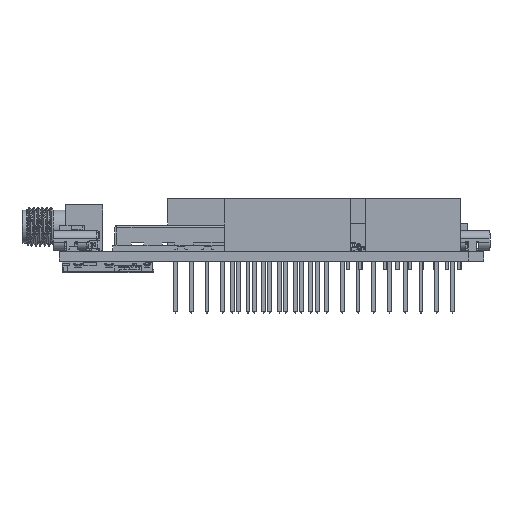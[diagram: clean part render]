
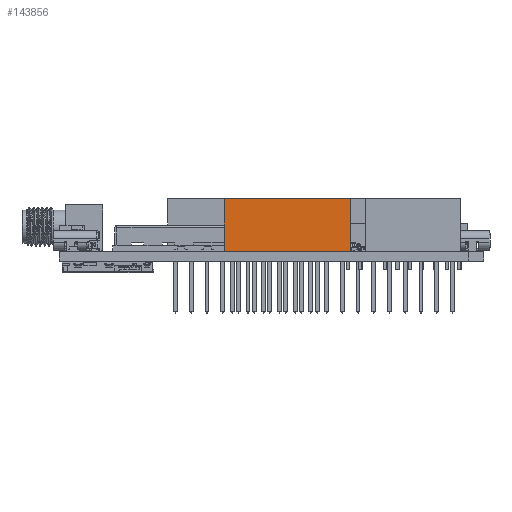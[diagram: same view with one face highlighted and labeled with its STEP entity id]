
A CAD part, front view. The second image highlights one B-rep face of the part: STEP entity #143856.
In plain terms, the highlighted face is planar.
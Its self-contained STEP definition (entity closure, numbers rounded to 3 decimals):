
#23464 = CARTESIAN_POINT ( 'NONE',  ( -1.27, 8.51, 1.205 ) ) ;
#30345 = VECTOR ( 'NONE', #216861, 1000. ) ;
#31343 = PLANE ( 'NONE',  #40769 ) ;
#39405 = CARTESIAN_POINT ( 'NONE',  ( -1.27, 0., 1.205 ) ) ;
#40769 = AXIS2_PLACEMENT_3D ( 'NONE', #91971, #205550, #130174 ) ;
#44444 = DIRECTION ( 'NONE',  ( 1., 0., 0. ) ) ;
#44991 = EDGE_CURVE ( 'NONE', #211033, #166553, #232448, .T. ) ;
#46595 = CARTESIAN_POINT ( 'NONE',  ( -1.27, 8.51, 1.205 ) ) ;
#61519 = CARTESIAN_POINT ( 'NONE',  ( 19.05, 8.51, 1.205 ) ) ;
#67273 = EDGE_CURVE ( 'NONE', #211033, #169041, #126565, .T. ) ;
#68539 = EDGE_LOOP ( 'NONE', ( #131405, #161727, #163774, #165066 ) ) ;
#68587 = LINE ( 'NONE', #103165, #30345 ) ;
#80103 = CARTESIAN_POINT ( 'NONE',  ( -1.27, 0., 1.205 ) ) ;
#88437 = VECTOR ( 'NONE', #180953, 1000. ) ;
#91971 = CARTESIAN_POINT ( 'NONE',  ( -1.27, 8.51, 1.205 ) ) ;
#97900 = VECTOR ( 'NONE', #173903, 1000. ) ;
#103165 = CARTESIAN_POINT ( 'NONE',  ( 19.05, 8.51, 1.205 ) ) ;
#126565 = LINE ( 'NONE', #239195, #88437 ) ;
#130174 = DIRECTION ( 'NONE',  ( -1., 0., 0. ) ) ;
#131405 = ORIENTED_EDGE ( 'NONE', *, *, #215146, .T. ) ;
#131967 = LINE ( 'NONE', #80103, #97900 ) ;
#143856 = ADVANCED_FACE ( 'NONE', ( #183328 ), #31343, .F. ) ;
#161727 = ORIENTED_EDGE ( 'NONE', *, *, #222307, .F. ) ;
#162696 = VECTOR ( 'NONE', #44444, 1000. ) ;
#163774 = ORIENTED_EDGE ( 'NONE', *, *, #44991, .F. ) ;
#165066 = ORIENTED_EDGE ( 'NONE', *, *, #67273, .T. ) ;
#166553 = VERTEX_POINT ( 'NONE', #61519 ) ;
#169041 = VERTEX_POINT ( 'NONE', #39405 ) ;
#173903 = DIRECTION ( 'NONE',  ( 1., 0., 0. ) ) ;
#180655 = VERTEX_POINT ( 'NONE', #225920 ) ;
#180953 = DIRECTION ( 'NONE',  ( 0., -1., 0. ) ) ;
#183328 = FACE_OUTER_BOUND ( 'NONE', #68539, .T. ) ;
#205550 = DIRECTION ( 'NONE',  ( 0., 0., -1. ) ) ;
#211033 = VERTEX_POINT ( 'NONE', #46595 ) ;
#215146 = EDGE_CURVE ( 'NONE', #169041, #180655, #131967, .T. ) ;
#216861 = DIRECTION ( 'NONE',  ( 0., -1., 0. ) ) ;
#222307 = EDGE_CURVE ( 'NONE', #166553, #180655, #68587, .T. ) ;
#225920 = CARTESIAN_POINT ( 'NONE',  ( 19.05, 0., 1.205 ) ) ;
#232448 = LINE ( 'NONE', #23464, #162696 ) ;
#239195 = CARTESIAN_POINT ( 'NONE',  ( -1.27, 8.51, 1.205 ) ) ;
